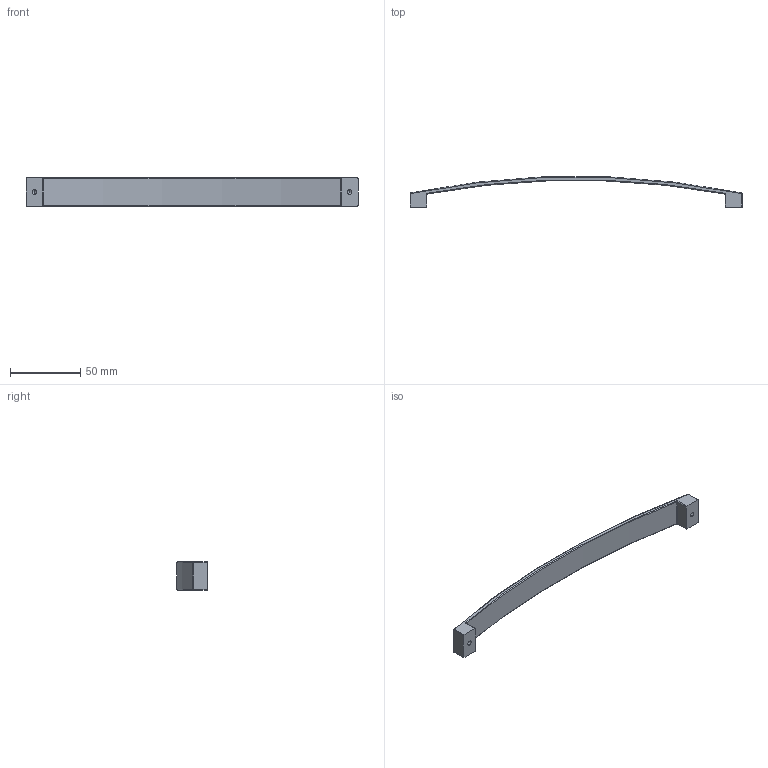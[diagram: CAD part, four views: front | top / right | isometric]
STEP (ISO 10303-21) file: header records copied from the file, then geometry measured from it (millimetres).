
FILE_DESCRIPTION (( 'STEP AP214' ), '1' );
FILE_NAME ('F002151,F002153,F002155,F002157_3D.step', '2022-07-07T08:06:10', ( '' ), ( '' ), 'SwSTEP 2.0', 'SolidWorks 2020', '' );
FILE_SCHEMA (( 'AUTOMOTIVE_DESIGN' ));
Length unit declared in the file: millimetre
Products named in the file (1): F002151,F002153,F002155,F002157_3D
Bounding box: 236 x 21.52 x 20 mm (x, y, z)
Volume: 17970.3 mm3; surface area: 12027.3 mm2
Topology: 1 solids, 1 shells, 42 faces, 96 edges, 54 vertices
Faces by surface type: cylinder 18, plane 8, torus 8, cone 4, sphere 4
Entity records: 1230 total; most frequent: DIRECTION 230, CARTESIAN_POINT 189, ORIENTED_EDGE 184, AXIS2_PLACEMENT_3D 95, EDGE_CURVE 92, VERTEX_POINT 54, CIRCLE 52, EDGE_LOOP 44
